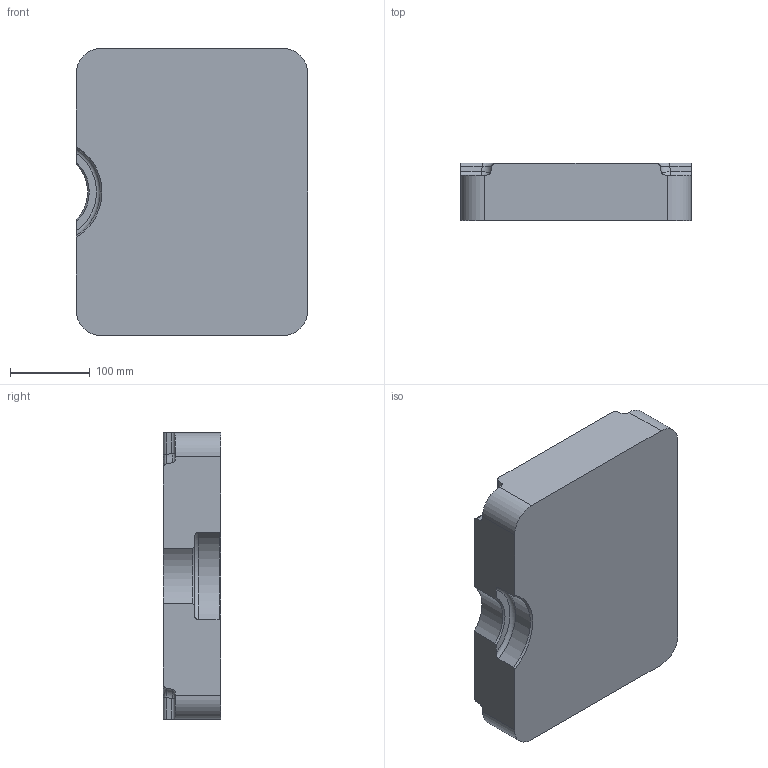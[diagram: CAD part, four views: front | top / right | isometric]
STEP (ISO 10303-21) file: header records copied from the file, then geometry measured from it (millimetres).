
FILE_DESCRIPTION((''),'2;1');
FILE_NAME('B_54','2018-09-29T',('Administrator'),(''),'CREO PARAMETRIC BY PTC INC, 2014190','CREO PARAMETRIC BY PTC INC, 2014190','');
FILE_SCHEMA(('CONFIG_CONTROL_DESIGN'));
Products named in the file (1): B_54
Bounding box: 290 x 72 x 360 mm (x, y, z)
Volume: 6771776.1 mm3; surface area: 320033 mm2
Topology: 1 solids, 1 shells, 987 faces, 2658 edges, 1630 vertices
Faces by surface type: torus 239, cylinder 220, bspline 219, plane 165, cone 74, sphere 70
Entity records: 45562 total; most frequent: CARTESIAN_POINT 22626, ORIENTED_EDGE 5212, DIRECTION 4480, EDGE_CURVE 2606, AXIS2_PLACEMENT_3D 1924, VERTEX_POINT 1628, CIRCLE 1156, EDGE_LOOP 994
